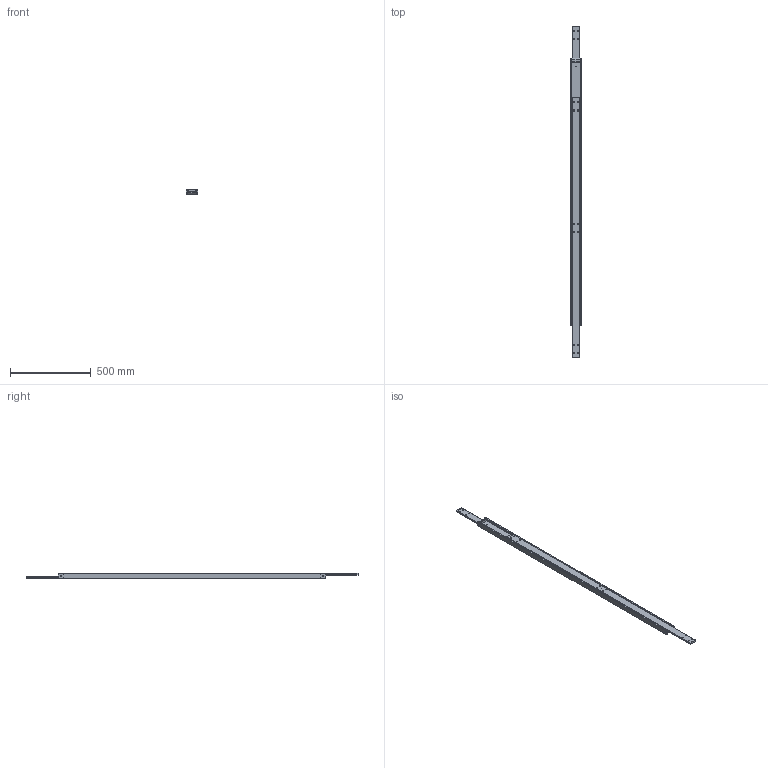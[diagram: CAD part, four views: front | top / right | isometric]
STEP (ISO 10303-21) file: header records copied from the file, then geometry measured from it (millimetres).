
FILE_DESCRIPTION((''),'2;1');
FILE_NAME('DTSB-70 1650.stp','2021-04-16T13:37:58',(''),(''),'Mechanical Desktop 2006','Mechanical Desktop 2006',', , ');
FILE_SCHEMA(('CONFIG_CONTROL_DESIGN'));
Length unit declared in the file: millimetre
Products named in the file (4): DTSB-70 B; OUTER BEAM; MAIN PROFILE; STOPPER
Assembly tree (5 placements, depth 2):
  DTSB-70 B
    OUTER BEAM  x2
    MAIN PROFILE
    STOPPER  x2
Bounding box: 70 x 2050 x 32 mm (x, y, z)
Volume: 2679261.7 mm3; surface area: 792791.4 mm2
Topology: 5 solids, 7 shells, 218 faces, 636 edges, 413 vertices
Faces by surface type: cylinder 138, plane 70, cone 10
Entity records: 5868 total; most frequent: CARTESIAN_POINT 1675, ORIENTED_EDGE 854, DIRECTION 849, EDGE_CURVE 427, AXIS2_PLACEMENT_3D 319, VERTEX_POINT 281, VECTOR 211, LINE 211
